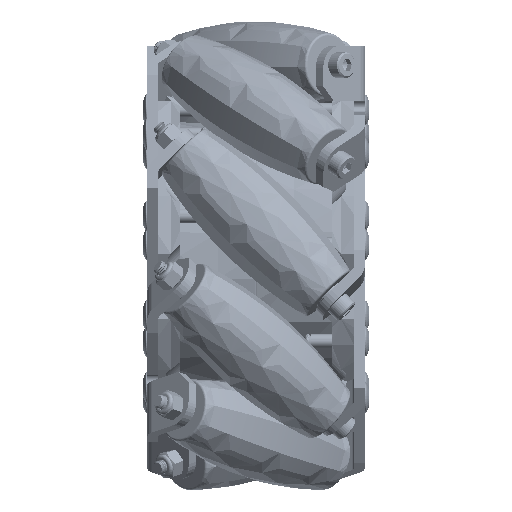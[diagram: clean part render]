
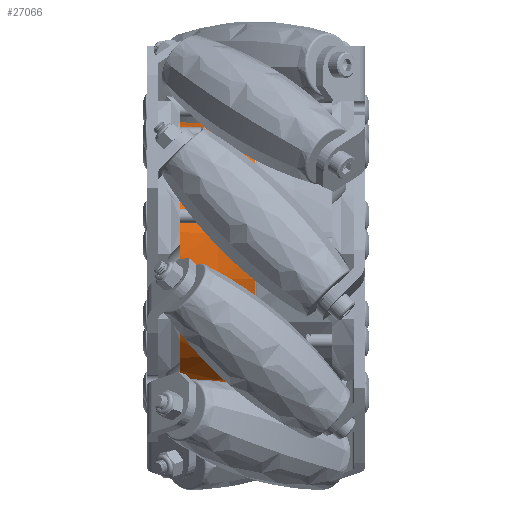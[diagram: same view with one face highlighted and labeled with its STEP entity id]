
A CAD part, front view. The second image highlights one B-rep face of the part: STEP entity #27066.
In plain terms, the highlighted conical face has half-angle 1 degrees and reference radius 28.575 mm.
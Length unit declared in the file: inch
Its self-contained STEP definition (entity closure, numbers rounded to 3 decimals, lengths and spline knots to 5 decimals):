
#492 = EDGE_LOOP ( 'NONE', ( #22061, #27318, #21156, #32958 ) ) ;
#1603 = CARTESIAN_POINT ( 'NONE',  ( 0.838, 0., -1.125 ) ) ;
#1944 = VERTEX_POINT ( 'NONE', #23899 ) ;
#2209 = EDGE_CURVE ( 'NONE', #34946, #11622, #12065, .T. ) ;
#2451 = CARTESIAN_POINT ( 'NONE',  ( 0.19241, 0., 0. ) ) ;
#4330 = VERTEX_POINT ( 'NONE', #16233 ) ;
#4637 = LINE ( 'NONE', #7944, #14242 ) ;
#5434 = DIRECTION ( 'NONE',  ( 0., 0., -1. ) ) ;
#6009 = CARTESIAN_POINT ( 'NONE',  ( 0.838, 0., 0. ) ) ;
#7944 = CARTESIAN_POINT ( 'NONE',  ( 0.838, 0., 1.125 ) ) ;
#10505 = EDGE_CURVE ( 'NONE', #4330, #11622, #22201, .T. ) ;
#11622 = VERTEX_POINT ( 'NONE', #35784 ) ;
#11876 = DIRECTION ( 'NONE',  ( -1., 0., 0. ) ) ;
#12065 = CIRCLE ( 'NONE', #20196, 1.13627 ) ;
#12253 = VECTOR ( 'NONE', #12978, 39.37008 ) ;
#12978 = DIRECTION ( 'NONE',  ( -1., 0., -0.017 ) ) ;
#14242 = VECTOR ( 'NONE', #20086, 39.37008 ) ;
#14394 = DIRECTION ( 'NONE',  ( 1., 0., 0. ) ) ;
#16233 = CARTESIAN_POINT ( 'NONE',  ( 0.83309, 0., -1.12509 ) ) ;
#19650 = DIRECTION ( 'NONE',  ( -1., 0., 0. ) ) ;
#19713 = EDGE_CURVE ( 'NONE', #1944, #34946, #4637, .T. ) ;
#20086 = DIRECTION ( 'NONE',  ( -1., 0., 0.017 ) ) ;
#20196 = AXIS2_PLACEMENT_3D ( 'NONE', #2451, #14394, #20652 ) ;
#20652 = DIRECTION ( 'NONE',  ( 0., 0., -1. ) ) ;
#21156 = ORIENTED_EDGE ( 'NONE', *, *, #2209, .T. ) ;
#22061 = ORIENTED_EDGE ( 'NONE', *, *, #38105, .T. ) ;
#22201 = LINE ( 'NONE', #1603, #12253 ) ;
#22463 = AXIS2_PLACEMENT_3D ( 'NONE', #6009, #11876, #5434 ) ;
#23899 = CARTESIAN_POINT ( 'NONE',  ( 0.83309, 0., 1.12509 ) ) ;
#24800 = CARTESIAN_POINT ( 'NONE',  ( 0.19241, 0., 1.13627 ) ) ;
#27066 = ADVANCED_FACE ( 'NONE', ( #32117 ), #34420, .T. ) ;
#27318 = ORIENTED_EDGE ( 'NONE', *, *, #19713, .T. ) ;
#31486 = CARTESIAN_POINT ( 'NONE',  ( 0.83309, 0., 0. ) ) ;
#31663 = DIRECTION ( 'NONE',  ( 0., 0., 1. ) ) ;
#32117 = FACE_OUTER_BOUND ( 'NONE', #492, .T. ) ;
#32958 = ORIENTED_EDGE ( 'NONE', *, *, #10505, .F. ) ;
#34375 = AXIS2_PLACEMENT_3D ( 'NONE', #31486, #19650, #31663 ) ;
#34420 = CONICAL_SURFACE ( 'NONE', #22463, 1.125, 0.017 ) ;
#34946 = VERTEX_POINT ( 'NONE', #24800 ) ;
#34993 = CIRCLE ( 'NONE', #34375, 1.12509 ) ;
#35784 = CARTESIAN_POINT ( 'NONE',  ( 0.19241, 0., -1.13627 ) ) ;
#38105 = EDGE_CURVE ( 'NONE', #4330, #1944, #34993, .T. ) ;
